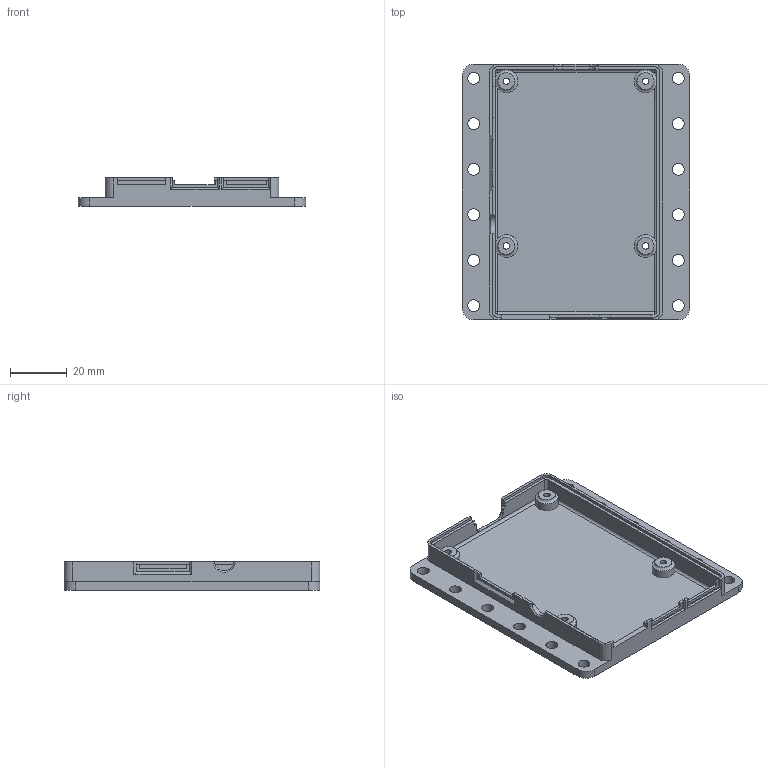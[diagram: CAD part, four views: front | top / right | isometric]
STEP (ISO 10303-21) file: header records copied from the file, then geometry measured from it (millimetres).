
FILE_DESCRIPTION(/* description */ (''),/* implementation_level */ '2;1');
FILE_NAME(/* name */ '(45-0005).stp',/* time_stamp */ '2017-05-08T09:34:53-04:00',/* author */ ('Justin'),/* organization */ (''),/* preprocessor_version */ 'ST-DEVELOPER v15.6',/* originating_system */ 'Autodesk Inventor 2015',/* authorisation */ '');
FILE_SCHEMA (('CONFIG_CONTROL_DESIGN'));
Length unit declared in the file: millimetre
Products named in the file (1): (45-0005)
Bounding box: 80 x 90 x 10 mm (x, y, z)
Volume: 19264.3 mm3; surface area: 19882.9 mm2
Topology: 1 solids, 1 shells, 172 faces, 460 edges, 295 vertices
Faces by surface type: plane 88, cylinder 67, torus 12, bspline 4, cone 1
Full cylindrical faces by diameter (mm): 2.25 x4, 4.2 x12, 5 x4, 8 x2
Entity records: 5339 total; most frequent: CARTESIAN_POINT 1046, DIRECTION 881, ORIENTED_EDGE 856, EDGE_CURVE 422, AXIS2_PLACEMENT_3D 306, VERTEX_POINT 289, LINE 269, VECTOR 269
